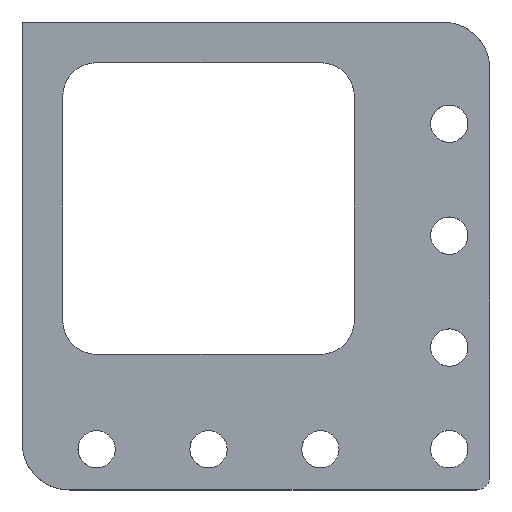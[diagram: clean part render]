
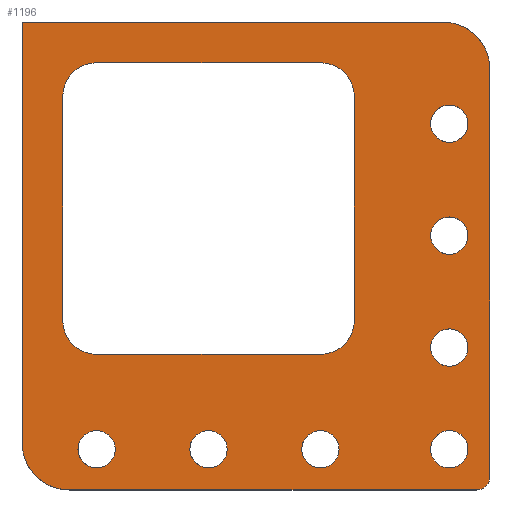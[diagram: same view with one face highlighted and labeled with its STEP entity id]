
A CAD part, top view. The second image highlights one B-rep face of the part: STEP entity #1196.
In plain terms, the highlighted planar face has unit normal (0, 0, 1).
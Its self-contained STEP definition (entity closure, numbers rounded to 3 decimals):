
#82=FACE_BOUND('',#239,.T.);
#83=FACE_BOUND('',#240,.T.);
#84=FACE_BOUND('',#241,.T.);
#85=FACE_BOUND('',#242,.T.);
#86=FACE_BOUND('',#243,.T.);
#87=FACE_BOUND('',#244,.T.);
#88=FACE_BOUND('',#245,.T.);
#89=FACE_BOUND('',#246,.T.);
#108=PLANE('',#1335);
#162=FACE_OUTER_BOUND('',#238,.T.);
#238=EDGE_LOOP('',(#1060,#1061,#1062,#1063,#1064,#1065,#1066));
#239=EDGE_LOOP('',(#1067));
#240=EDGE_LOOP('',(#1068));
#241=EDGE_LOOP('',(#1069));
#242=EDGE_LOOP('',(#1070));
#243=EDGE_LOOP('',(#1071));
#244=EDGE_LOOP('',(#1072));
#245=EDGE_LOOP('',(#1073));
#246=EDGE_LOOP('',(#1074,#1075,#1076,#1077,#1078,#1079,#1080,#1081));
#266=LINE('',#1732,#359);
#273=LINE('',#1758,#366);
#322=LINE('',#2002,#415);
#326=LINE('',#2011,#419);
#329=LINE('',#2019,#422);
#331=LINE('',#2025,#424);
#344=LINE('',#2097,#437);
#345=LINE('',#2099,#438);
#359=VECTOR('',#1370,10.);
#366=VECTOR('',#1399,10.);
#415=VECTOR('',#1584,10.);
#419=VECTOR('',#1594,10.);
#422=VECTOR('',#1603,10.);
#424=VECTOR('',#1611,10.);
#437=VECTOR('',#1666,10.);
#438=VECTOR('',#1669,10.);
#493=CIRCLE('',#1303,5.);
#494=CIRCLE('',#1306,5.);
#495=CIRCLE('',#1309,5.);
#496=CIRCLE('',#1312,5.);
#497=CIRCLE('',#1324,7.);
#501=CIRCLE('',#1329,2.);
#502=CIRCLE('',#1332,7.);
#503=CIRCLE('',#1336,2.75);
#504=CIRCLE('',#1337,2.75);
#505=CIRCLE('',#1338,2.75);
#506=CIRCLE('',#1339,2.75);
#507=CIRCLE('',#1340,2.75);
#508=CIRCLE('',#1341,2.75);
#509=CIRCLE('',#1342,2.75);
#517=VERTEX_POINT('',#1729);
#518=VERTEX_POINT('',#1731);
#526=VERTEX_POINT('',#1757);
#591=VERTEX_POINT('',#1995);
#592=VERTEX_POINT('',#1996);
#593=VERTEX_POINT('',#2001);
#594=VERTEX_POINT('',#2005);
#595=VERTEX_POINT('',#2006);
#596=VERTEX_POINT('',#2013);
#597=VERTEX_POINT('',#2014);
#598=VERTEX_POINT('',#2021);
#605=VERTEX_POINT('',#2048);
#608=VERTEX_POINT('',#2074);
#609=VERTEX_POINT('',#2075);
#610=VERTEX_POINT('',#2082);
#612=VERTEX_POINT('',#2100);
#613=VERTEX_POINT('',#2102);
#614=VERTEX_POINT('',#2104);
#615=VERTEX_POINT('',#2106);
#616=VERTEX_POINT('',#2108);
#617=VERTEX_POINT('',#2110);
#618=VERTEX_POINT('',#2112);
#627=EDGE_CURVE('',#518,#517,#266,.T.);
#640=EDGE_CURVE('',#518,#526,#273,.T.);
#735=EDGE_CURVE('',#591,#592,#493,.T.);
#738=EDGE_CURVE('',#593,#592,#322,.T.);
#740=EDGE_CURVE('',#594,#595,#494,.T.);
#743=EDGE_CURVE('',#591,#595,#326,.T.);
#744=EDGE_CURVE('',#596,#597,#495,.T.);
#747=EDGE_CURVE('',#594,#597,#329,.T.);
#748=EDGE_CURVE('',#593,#598,#496,.T.);
#750=EDGE_CURVE('',#596,#598,#331,.T.);
#762=EDGE_CURVE('',#605,#517,#497,.T.);
#767=EDGE_CURVE('',#608,#609,#501,.T.);
#771=EDGE_CURVE('',#526,#610,#502,.T.);
#775=EDGE_CURVE('',#610,#608,#344,.T.);
#776=EDGE_CURVE('',#609,#605,#345,.T.);
#777=EDGE_CURVE('',#612,#612,#503,.T.);
#778=EDGE_CURVE('',#613,#613,#504,.T.);
#779=EDGE_CURVE('',#614,#614,#505,.T.);
#780=EDGE_CURVE('',#615,#615,#506,.T.);
#781=EDGE_CURVE('',#616,#616,#507,.T.);
#782=EDGE_CURVE('',#617,#617,#508,.T.);
#783=EDGE_CURVE('',#618,#618,#509,.T.);
#1060=ORIENTED_EDGE('',*,*,#767,.F.);
#1061=ORIENTED_EDGE('',*,*,#775,.F.);
#1062=ORIENTED_EDGE('',*,*,#771,.F.);
#1063=ORIENTED_EDGE('',*,*,#640,.F.);
#1064=ORIENTED_EDGE('',*,*,#627,.T.);
#1065=ORIENTED_EDGE('',*,*,#762,.F.);
#1066=ORIENTED_EDGE('',*,*,#776,.F.);
#1067=ORIENTED_EDGE('',*,*,#777,.T.);
#1068=ORIENTED_EDGE('',*,*,#778,.T.);
#1069=ORIENTED_EDGE('',*,*,#779,.T.);
#1070=ORIENTED_EDGE('',*,*,#780,.T.);
#1071=ORIENTED_EDGE('',*,*,#781,.T.);
#1072=ORIENTED_EDGE('',*,*,#782,.T.);
#1073=ORIENTED_EDGE('',*,*,#783,.T.);
#1074=ORIENTED_EDGE('',*,*,#743,.T.);
#1075=ORIENTED_EDGE('',*,*,#740,.F.);
#1076=ORIENTED_EDGE('',*,*,#747,.T.);
#1077=ORIENTED_EDGE('',*,*,#744,.F.);
#1078=ORIENTED_EDGE('',*,*,#750,.T.);
#1079=ORIENTED_EDGE('',*,*,#748,.F.);
#1080=ORIENTED_EDGE('',*,*,#738,.T.);
#1081=ORIENTED_EDGE('',*,*,#735,.F.);
#1196=ADVANCED_FACE('',(#162,#82,#83,#84,#85,#86,#87,#88,#89),#108,.T.);
#1303=AXIS2_PLACEMENT_3D('',#1997,#1578,#1579);
#1306=AXIS2_PLACEMENT_3D('',#2007,#1588,#1589);
#1309=AXIS2_PLACEMENT_3D('',#2015,#1597,#1598);
#1312=AXIS2_PLACEMENT_3D('',#2022,#1606,#1607);
#1324=AXIS2_PLACEMENT_3D('',#2050,#1639,#1640);
#1329=AXIS2_PLACEMENT_3D('',#2076,#1649,#1650);
#1332=AXIS2_PLACEMENT_3D('',#2083,#1658,#1659);
#1335=AXIS2_PLACEMENT_3D('',#2098,#1667,#1668);
#1336=AXIS2_PLACEMENT_3D('',#2101,#1670,#1671);
#1337=AXIS2_PLACEMENT_3D('',#2103,#1672,#1673);
#1338=AXIS2_PLACEMENT_3D('',#2105,#1674,#1675);
#1339=AXIS2_PLACEMENT_3D('',#2107,#1676,#1677);
#1340=AXIS2_PLACEMENT_3D('',#2109,#1678,#1679);
#1341=AXIS2_PLACEMENT_3D('',#2111,#1680,#1681);
#1342=AXIS2_PLACEMENT_3D('',#2113,#1682,#1683);
#1370=DIRECTION('',(0.,-1.,0.));
#1399=DIRECTION('',(1.,0.,0.));
#1578=DIRECTION('center_axis',(0.,0.,1.));
#1579=DIRECTION('ref_axis',(0.707,0.707,0.));
#1584=DIRECTION('',(1.,0.,0.));
#1588=DIRECTION('center_axis',(0.,0.,1.));
#1589=DIRECTION('ref_axis',(0.707,-0.707,0.));
#1594=DIRECTION('',(0.,-1.,0.));
#1597=DIRECTION('center_axis',(0.,0.,1.));
#1598=DIRECTION('ref_axis',(-0.707,-0.707,0.));
#1603=DIRECTION('',(-1.,0.,0.));
#1606=DIRECTION('center_axis',(0.,0.,1.));
#1607=DIRECTION('ref_axis',(-0.707,0.707,0.));
#1611=DIRECTION('',(0.,1.,0.));
#1639=DIRECTION('center_axis',(0.,0.,-1.));
#1640=DIRECTION('ref_axis',(-0.707,-0.707,0.));
#1649=DIRECTION('center_axis',(0.,0.,-1.));
#1650=DIRECTION('ref_axis',(0.707,-0.707,0.));
#1658=DIRECTION('center_axis',(0.,0.,-1.));
#1659=DIRECTION('ref_axis',(0.707,0.707,0.));
#1666=DIRECTION('',(0.,-1.,0.));
#1667=DIRECTION('center_axis',(0.,0.,1.));
#1668=DIRECTION('ref_axis',(1.,0.,0.));
#1669=DIRECTION('',(-1.,0.,0.));
#1670=DIRECTION('center_axis',(0.,0.,-1.));
#1671=DIRECTION('ref_axis',(-1.,0.,0.));
#1672=DIRECTION('center_axis',(0.,0.,-1.));
#1673=DIRECTION('ref_axis',(-1.,0.,0.));
#1674=DIRECTION('center_axis',(0.,0.,-1.));
#1675=DIRECTION('ref_axis',(-1.,0.,0.));
#1676=DIRECTION('center_axis',(0.,0.,-1.));
#1677=DIRECTION('ref_axis',(-1.,0.,0.));
#1678=DIRECTION('center_axis',(0.,0.,-1.));
#1679=DIRECTION('ref_axis',(-1.,0.,0.));
#1680=DIRECTION('center_axis',(0.,0.,-1.));
#1681=DIRECTION('ref_axis',(-1.,0.,0.));
#1682=DIRECTION('center_axis',(0.,0.,-1.));
#1683=DIRECTION('ref_axis',(-1.,0.,0.));
#1729=CARTESIAN_POINT('',(-3.,-8.,27.));
#1731=CARTESIAN_POINT('',(-3.,54.,27.));
#1732=CARTESIAN_POINT('',(-3.,-3.,27.));
#1757=CARTESIAN_POINT('',(59.,54.,27.));
#1758=CARTESIAN_POINT('',(-3.,54.,27.));
#1995=CARTESIAN_POINT('',(46.,43.,27.));
#1996=CARTESIAN_POINT('',(41.,48.,27.));
#1997=CARTESIAN_POINT('Origin',(41.,43.,27.));
#2001=CARTESIAN_POINT('',(8.,48.,27.));
#2002=CARTESIAN_POINT('',(14.25,48.,27.));
#2005=CARTESIAN_POINT('',(41.,5.,27.));
#2006=CARTESIAN_POINT('',(46.,10.,27.));
#2007=CARTESIAN_POINT('Origin',(41.,10.,27.));
#2011=CARTESIAN_POINT('',(46.,36.75,27.));
#2013=CARTESIAN_POINT('',(3.,10.,27.));
#2014=CARTESIAN_POINT('',(8.,5.,27.));
#2015=CARTESIAN_POINT('Origin',(8.,10.,27.));
#2019=CARTESIAN_POINT('',(35.75,5.,27.));
#2021=CARTESIAN_POINT('',(3.,43.,27.));
#2022=CARTESIAN_POINT('Origin',(8.,43.,27.));
#2025=CARTESIAN_POINT('',(3.,15.25,27.));
#2048=CARTESIAN_POINT('',(4.,-15.,27.));
#2050=CARTESIAN_POINT('Origin',(4.,-8.,27.));
#2074=CARTESIAN_POINT('',(66.,-13.,27.));
#2075=CARTESIAN_POINT('',(64.,-15.,27.));
#2076=CARTESIAN_POINT('Origin',(64.,-13.,27.));
#2082=CARTESIAN_POINT('',(66.,47.,27.));
#2083=CARTESIAN_POINT('Origin',(59.,47.,27.));
#2097=CARTESIAN_POINT('',(66.,54.,27.));
#2098=CARTESIAN_POINT('Origin',(25.5,25.5,27.));
#2099=CARTESIAN_POINT('',(66.,-15.,27.));
#2100=CARTESIAN_POINT('',(62.75,39.,27.));
#2101=CARTESIAN_POINT('Origin',(60.,39.,27.));
#2102=CARTESIAN_POINT('',(43.75,-9.,27.));
#2103=CARTESIAN_POINT('Origin',(41.,-9.,27.));
#2104=CARTESIAN_POINT('',(27.25,-9.,27.));
#2105=CARTESIAN_POINT('Origin',(24.5,-9.,27.));
#2106=CARTESIAN_POINT('',(62.75,22.5,27.));
#2107=CARTESIAN_POINT('Origin',(60.,22.5,27.));
#2108=CARTESIAN_POINT('',(62.75,-9.,27.));
#2109=CARTESIAN_POINT('Origin',(60.,-9.,27.));
#2110=CARTESIAN_POINT('',(10.75,-9.,27.));
#2111=CARTESIAN_POINT('Origin',(8.,-9.,27.));
#2112=CARTESIAN_POINT('',(62.75,6.,27.));
#2113=CARTESIAN_POINT('Origin',(60.,6.,27.));
